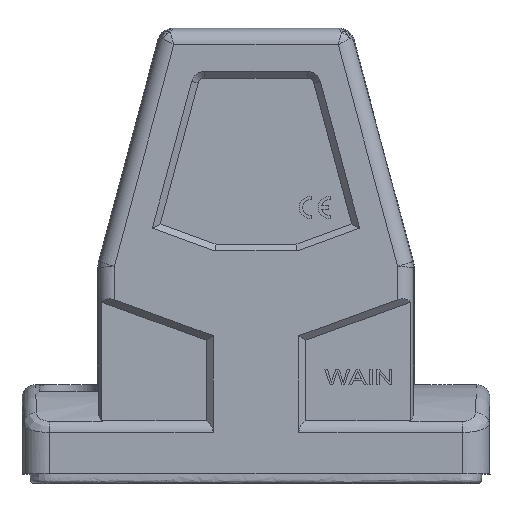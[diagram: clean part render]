
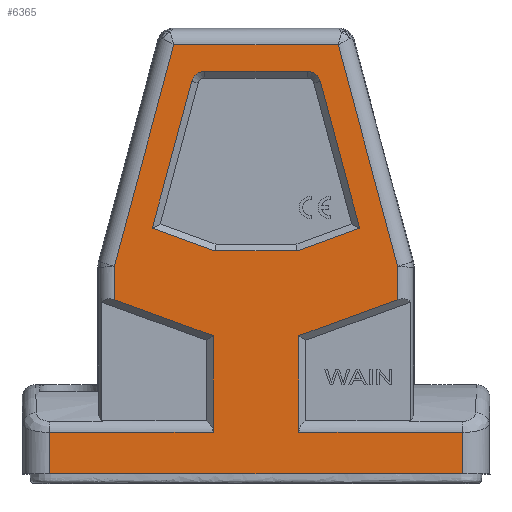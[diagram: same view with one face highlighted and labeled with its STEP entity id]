
A CAD part, top view. The second image highlights one B-rep face of the part: STEP entity #6365.
In plain terms, the highlighted planar face has unit normal (0, 0, 1).
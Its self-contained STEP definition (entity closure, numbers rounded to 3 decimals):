
#309=CIRCLE('',#7609,3.);
#310=CIRCLE('',#7610,3.);
#510=PLANE('',#7611);
#1130=EDGE_LOOP('',(#2036,#2037,#2038,#2039,#2040,#2041,#2042,#2043,#2044,
#2045,#2046,#2047,#2048,#2049));
#1131=EDGE_LOOP('',(#2050,#2051,#2052,#2053,#2054,#2055,#2056,#2057));
#1608=B_SPLINE_CURVE_WITH_KNOTS('',3,(#12149,#12150,#12151,#12152),
 .UNSPECIFIED.,.F.,.F.,(4,4),(0.,1.),.UNSPECIFIED.);
#1609=B_SPLINE_CURVE_WITH_KNOTS('',3,(#12155,#12156,#12157,#12158),
 .UNSPECIFIED.,.F.,.F.,(4,4),(0.,1.),.UNSPECIFIED.);
#1610=B_SPLINE_CURVE_WITH_KNOTS('',3,(#12162,#12163,#12164,#12165),
 .UNSPECIFIED.,.F.,.F.,(4,4),(0.,1.),.UNSPECIFIED.);
#1611=B_SPLINE_CURVE_WITH_KNOTS('',3,(#12167,#12168,#12169,#12170),
 .UNSPECIFIED.,.F.,.F.,(4,4),(0.,1.),.UNSPECIFIED.);
#1612=B_SPLINE_CURVE_WITH_KNOTS('',3,(#12187,#12188,#12189,#12190),
 .UNSPECIFIED.,.F.,.F.,(4,4),(0.,1.),.UNSPECIFIED.);
#1613=B_SPLINE_CURVE_WITH_KNOTS('',3,(#12194,#12195,#12196,#12197),
 .UNSPECIFIED.,.F.,.F.,(4,4),(0.,1.),.UNSPECIFIED.);
#1614=B_SPLINE_CURVE_WITH_KNOTS('',3,(#12205,#12206,#12207,#12208),
 .UNSPECIFIED.,.F.,.F.,(4,4),(0.,1.),.UNSPECIFIED.);
#2036=ORIENTED_EDGE('',*,*,#4225,.T.);
#2037=ORIENTED_EDGE('',*,*,#4226,.T.);
#2038=ORIENTED_EDGE('',*,*,#4227,.F.);
#2039=ORIENTED_EDGE('',*,*,#4228,.T.);
#2040=ORIENTED_EDGE('',*,*,#4229,.T.);
#2041=ORIENTED_EDGE('',*,*,#4230,.F.);
#2042=ORIENTED_EDGE('',*,*,#4224,.F.);
#2043=ORIENTED_EDGE('',*,*,#4220,.T.);
#2044=ORIENTED_EDGE('',*,*,#4231,.F.);
#2045=ORIENTED_EDGE('',*,*,#4232,.T.);
#2046=ORIENTED_EDGE('',*,*,#4233,.F.);
#2047=ORIENTED_EDGE('',*,*,#4234,.T.);
#2048=ORIENTED_EDGE('',*,*,#4235,.T.);
#2049=ORIENTED_EDGE('',*,*,#4236,.F.);
#2050=ORIENTED_EDGE('',*,*,#4237,.F.);
#2051=ORIENTED_EDGE('',*,*,#4238,.T.);
#2052=ORIENTED_EDGE('',*,*,#4239,.F.);
#2053=ORIENTED_EDGE('',*,*,#4240,.T.);
#2054=ORIENTED_EDGE('',*,*,#4241,.F.);
#2055=ORIENTED_EDGE('',*,*,#4242,.T.);
#2056=ORIENTED_EDGE('',*,*,#4243,.T.);
#2057=ORIENTED_EDGE('',*,*,#4244,.T.);
#4220=EDGE_CURVE('',#6916,#6915,#5289,.T.);
#4224=EDGE_CURVE('',#6916,#6918,#5291,.T.);
#4225=EDGE_CURVE('',#6919,#6920,#1608,.T.);
#4226=EDGE_CURVE('',#6920,#6921,#1609,.T.);
#4227=EDGE_CURVE('',#6922,#6921,#5292,.T.);
#4228=EDGE_CURVE('',#6922,#6923,#1610,.T.);
#4229=EDGE_CURVE('',#6923,#6924,#1611,.T.);
#4230=EDGE_CURVE('',#6918,#6924,#5293,.T.);
#4231=EDGE_CURVE('',#6925,#6915,#5294,.T.);
#4232=EDGE_CURVE('',#6925,#6926,#5295,.T.);
#4233=EDGE_CURVE('',#6927,#6926,#5296,.T.);
#4234=EDGE_CURVE('',#6927,#6928,#5297,.T.);
#4235=EDGE_CURVE('',#6928,#6929,#5298,.T.);
#4236=EDGE_CURVE('',#6919,#6929,#5299,.T.);
#4237=EDGE_CURVE('',#6930,#6931,#309,.T.);
#4238=EDGE_CURVE('',#6930,#6932,#1612,.T.);
#4239=EDGE_CURVE('',#6933,#6932,#310,.T.);
#4240=EDGE_CURVE('',#6933,#6934,#1613,.T.);
#4241=EDGE_CURVE('',#6935,#6934,#5300,.T.);
#4242=EDGE_CURVE('',#6935,#6936,#5301,.T.);
#4243=EDGE_CURVE('',#6936,#6937,#5302,.T.);
#4244=EDGE_CURVE('',#6937,#6931,#1614,.T.);
#5289=LINE('',#12133,#5814);
#5291=LINE('',#12147,#5816);
#5292=LINE('',#12160,#5817);
#5293=LINE('',#12172,#5818);
#5294=LINE('',#12173,#5819);
#5295=LINE('',#12175,#5820);
#5296=LINE('',#12177,#5821);
#5297=LINE('',#12179,#5822);
#5298=LINE('',#12181,#5823);
#5299=LINE('',#12183,#5824);
#5300=LINE('',#12199,#5825);
#5301=LINE('',#12201,#5826);
#5302=LINE('',#12203,#5827);
#5814=VECTOR('',#8271,1.);
#5816=VECTOR('',#8275,1.);
#5817=VECTOR('',#8278,1.);
#5818=VECTOR('',#8279,1.);
#5819=VECTOR('',#8280,1.);
#5820=VECTOR('',#8281,1.);
#5821=VECTOR('',#8282,1.);
#5822=VECTOR('',#8283,1.);
#5823=VECTOR('',#8284,1.);
#5824=VECTOR('',#8285,1.);
#5825=VECTOR('',#8290,1.);
#5826=VECTOR('',#8291,1.);
#5827=VECTOR('',#8292,1.);
#6365=ADVANCED_FACE('',(#6808,#6809),#510,.T.);
#6808=FACE_BOUND('',#1130,.T.);
#6809=FACE_BOUND('',#1131,.T.);
#6915=VERTEX_POINT('',#12132);
#6916=VERTEX_POINT('',#12134);
#6918=VERTEX_POINT('',#12142);
#6919=VERTEX_POINT('',#12153);
#6920=VERTEX_POINT('',#12154);
#6921=VERTEX_POINT('',#12159);
#6922=VERTEX_POINT('',#12161);
#6923=VERTEX_POINT('',#12166);
#6924=VERTEX_POINT('',#12171);
#6925=VERTEX_POINT('',#12174);
#6926=VERTEX_POINT('',#12176);
#6927=VERTEX_POINT('',#12178);
#6928=VERTEX_POINT('',#12180);
#6929=VERTEX_POINT('',#12182);
#6930=VERTEX_POINT('',#12185);
#6931=VERTEX_POINT('',#12186);
#6932=VERTEX_POINT('',#12191);
#6933=VERTEX_POINT('',#12193);
#6934=VERTEX_POINT('',#12198);
#6935=VERTEX_POINT('',#12200);
#6936=VERTEX_POINT('',#12202);
#6937=VERTEX_POINT('',#12204);
#7609=AXIS2_PLACEMENT_3D('',#12184,#8286,#8287);
#7610=AXIS2_PLACEMENT_3D('',#12192,#8288,#8289);
#7611=AXIS2_PLACEMENT_3D('',#12209,#8293,#8294);
#8271=DIRECTION('',(0.,1.,0.));
#8275=DIRECTION('',(-0.94,-0.342,0.));
#8278=DIRECTION('',(-1.,0.,0.));
#8279=DIRECTION('',(0.,-1.,0.));
#8280=DIRECTION('',(0.259,-0.966,0.));
#8281=DIRECTION('',(-1.,0.,0.));
#8282=DIRECTION('',(0.259,0.966,0.));
#8283=DIRECTION('',(0.,-1.,0.));
#8284=DIRECTION('',(0.94,-0.342,0.));
#8285=DIRECTION('',(0.,1.,0.));
#8286=DIRECTION('',(0.,0.,1.));
#8287=DIRECTION('',(0.,1.,0.));
#8288=DIRECTION('',(0.,0.,1.));
#8289=DIRECTION('',(0.966,0.259,0.));
#8290=DIRECTION('',(0.94,0.342,0.));
#8291=DIRECTION('',(-1.,0.,0.));
#8292=DIRECTION('',(-0.94,0.342,0.));
#8293=DIRECTION('',(0.,0.,1.));
#8294=DIRECTION('',(1.,0.,0.));
#12132=CARTESIAN_POINT('',(31.782,46.51,28.5));
#12133=CARTESIAN_POINT('',(31.782,39.052,28.5));
#12134=CARTESIAN_POINT('',(31.782,39.052,28.5));
#12142=CARTESIAN_POINT('',(9.621,30.986,28.5));
#12147=CARTESIAN_POINT('',(31.782,39.052,28.5));
#12149=CARTESIAN_POINT('',(-9.621,9.285,28.5));
#12150=CARTESIAN_POINT('',(-21.849,9.285,28.5));
#12151=CARTESIAN_POINT('',(-34.076,9.285,28.5));
#12152=CARTESIAN_POINT('',(-46.303,9.285,28.5));
#12153=CARTESIAN_POINT('',(-9.621,9.285,28.5));
#12154=CARTESIAN_POINT('',(-46.303,9.285,28.5));
#12155=CARTESIAN_POINT('',(-46.303,9.285,28.5));
#12156=CARTESIAN_POINT('',(-46.303,6.19,28.5));
#12157=CARTESIAN_POINT('',(-46.303,3.095,28.5));
#12158=CARTESIAN_POINT('',(-46.303,0.,28.5));
#12159=CARTESIAN_POINT('',(-46.303,0.,28.5));
#12160=CARTESIAN_POINT('',(46.303,0.,28.5));
#12161=CARTESIAN_POINT('',(46.303,0.,28.5));
#12162=CARTESIAN_POINT('',(46.303,0.,28.5));
#12163=CARTESIAN_POINT('',(46.303,3.095,28.5));
#12164=CARTESIAN_POINT('',(46.303,6.19,28.5));
#12165=CARTESIAN_POINT('',(46.303,9.285,28.5));
#12166=CARTESIAN_POINT('',(46.303,9.285,28.5));
#12167=CARTESIAN_POINT('',(46.303,9.285,28.5));
#12168=CARTESIAN_POINT('',(34.076,9.285,28.5));
#12169=CARTESIAN_POINT('',(21.849,9.285,28.5));
#12170=CARTESIAN_POINT('',(9.621,9.285,28.5));
#12171=CARTESIAN_POINT('',(9.621,9.285,28.5));
#12172=CARTESIAN_POINT('',(9.621,30.986,28.5));
#12173=CARTESIAN_POINT('',(18.446,96.282,28.5));
#12174=CARTESIAN_POINT('',(18.446,96.282,28.5));
#12175=CARTESIAN_POINT('',(18.446,96.282,28.5));
#12176=CARTESIAN_POINT('',(-18.446,96.282,28.5));
#12177=CARTESIAN_POINT('',(-31.782,46.51,28.5));
#12178=CARTESIAN_POINT('',(-31.782,46.51,28.5));
#12179=CARTESIAN_POINT('',(-31.782,46.51,28.5));
#12180=CARTESIAN_POINT('',(-31.782,39.052,28.5));
#12181=CARTESIAN_POINT('',(-31.782,39.052,28.5));
#12182=CARTESIAN_POINT('',(-9.621,30.986,28.5));
#12183=CARTESIAN_POINT('',(-9.621,9.285,28.5));
#12184=CARTESIAN_POINT('',(-11.54,87.282,28.5));
#12185=CARTESIAN_POINT('',(-11.54,90.282,28.5));
#12186=CARTESIAN_POINT('',(-14.437,88.059,28.5));
#12187=CARTESIAN_POINT('',(-11.54,90.282,28.5));
#12188=CARTESIAN_POINT('',(-3.847,90.282,28.5));
#12189=CARTESIAN_POINT('',(3.847,90.282,28.5));
#12190=CARTESIAN_POINT('',(11.54,90.282,28.5));
#12191=CARTESIAN_POINT('',(11.54,90.282,28.5));
#12192=CARTESIAN_POINT('',(11.54,87.282,28.5));
#12193=CARTESIAN_POINT('',(14.437,88.059,28.5));
#12194=CARTESIAN_POINT('',(14.437,88.059,28.5));
#12195=CARTESIAN_POINT('',(17.38,77.075,28.5));
#12196=CARTESIAN_POINT('',(20.323,66.091,28.5));
#12197=CARTESIAN_POINT('',(23.266,55.107,28.5));
#12198=CARTESIAN_POINT('',(23.266,55.107,28.5));
#12199=CARTESIAN_POINT('',(9.234,50.,28.5));
#12200=CARTESIAN_POINT('',(9.234,50.,28.5));
#12201=CARTESIAN_POINT('',(9.234,50.,28.5));
#12202=CARTESIAN_POINT('',(-9.234,50.,28.5));
#12203=CARTESIAN_POINT('',(-9.234,50.,28.5));
#12204=CARTESIAN_POINT('',(-23.266,55.107,28.5));
#12205=CARTESIAN_POINT('',(-23.266,55.107,28.5));
#12206=CARTESIAN_POINT('',(-20.323,66.091,28.5));
#12207=CARTESIAN_POINT('',(-17.38,77.075,28.5));
#12208=CARTESIAN_POINT('',(-14.437,88.059,28.5));
#12209=CARTESIAN_POINT('',(0.,0.,28.5));
